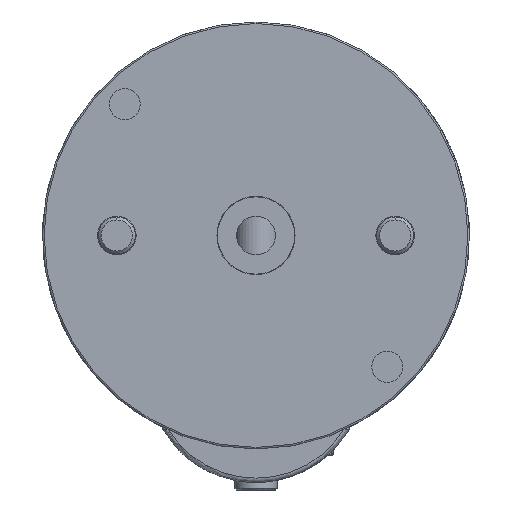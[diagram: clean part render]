
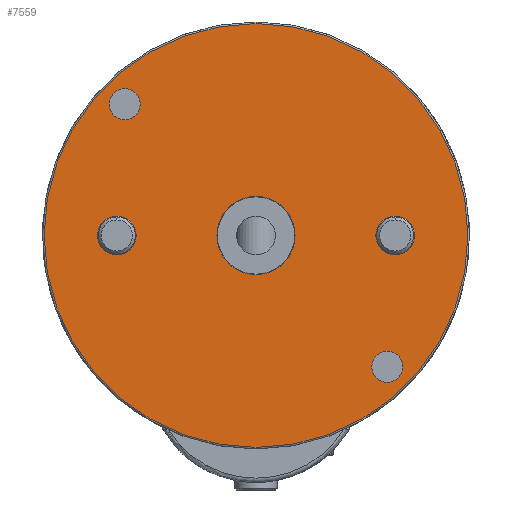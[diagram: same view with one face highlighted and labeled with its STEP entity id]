
A CAD part, front view. The second image highlights one B-rep face of the part: STEP entity #7559.
In plain terms, the highlighted planar face has unit normal (0, -1, 0).
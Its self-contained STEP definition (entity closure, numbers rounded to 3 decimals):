
#225 = CARTESIAN_POINT ( 'NONE',  ( 28.22, -4.762, 138. ) ) ;
#267 = EDGE_CURVE ( 'NONE', #24995, #36021, #21885, .T. ) ;
#1020 = EDGE_CURVE ( 'NONE', #2868, #6309, #38735, .T. ) ;
#1202 = AXIS2_PLACEMENT_3D ( 'NONE', #23741, #20635, #20056 ) ;
#1528 = DIRECTION ( 'NONE',  ( 0., 0., -1. ) ) ;
#1545 = EDGE_CURVE ( 'NONE', #35532, #28652, #17037, .T. ) ;
#1692 = CARTESIAN_POINT ( 'NONE',  ( 28.22, -4.762, 206.5 ) ) ;
#2031 = VERTEX_POINT ( 'NONE', #39158 ) ;
#2137 = VERTEX_POINT ( 'NONE', #35608 ) ;
#2294 = DIRECTION ( 'NONE',  ( 0., 0., -1. ) ) ;
#2724 = EDGE_LOOP ( 'NONE', ( #25769, #9031 ) ) ;
#2868 = VERTEX_POINT ( 'NONE', #7326 ) ;
#4393 = CARTESIAN_POINT ( 'NONE',  ( -16.78, -4.762, 144.25 ) ) ;
#4454 = FACE_BOUND ( 'NONE', #34352, .T. ) ;
#4878 = CIRCLE ( 'NONE', #17157, 6.25 ) ;
#4879 = CARTESIAN_POINT ( 'NONE',  ( -16.78, -4.762, 138. ) ) ;
#5145 = AXIS2_PLACEMENT_3D ( 'NONE', #42210, #21398, #35150 ) ;
#5350 = CARTESIAN_POINT ( 'NONE',  ( 70.647, -4.762, 90.574 ) ) ;
#5739 = CARTESIAN_POINT ( 'NONE',  ( 73.22, -4.762, 138. ) ) ;
#6309 = VERTEX_POINT ( 'NONE', #21018 ) ;
#6538 = CIRCLE ( 'NONE', #39284, 12.634 ) ;
#6891 = VERTEX_POINT ( 'NONE', #17144 ) ;
#7239 = EDGE_CURVE ( 'NONE', #29261, #6891, #33072, .T. ) ;
#7326 = CARTESIAN_POINT ( 'NONE',  ( 28.22, -4.762, 125.366 ) ) ;
#7559 = ADVANCED_FACE ( 'NONE', ( #43611, #39386, #4454, #30411, #21397, #8712 ), #13695, .T. ) ;
#7579 = EDGE_CURVE ( 'NONE', #42653, #2031, #30916, .T. ) ;
#7600 = CARTESIAN_POINT ( 'NONE',  ( 73.22, -4.762, 131.75 ) ) ;
#8019 = AXIS2_PLACEMENT_3D ( 'NONE', #27145, #37035, #27435 ) ;
#8648 = CIRCLE ( 'NONE', #22911, 68.5 ) ;
#8712 = FACE_BOUND ( 'NONE', #24506, .T. ) ;
#9031 = ORIENTED_EDGE ( 'NONE', *, *, #21779, .T. ) ;
#10302 = DIRECTION ( 'NONE',  ( 0., 1., 0. ) ) ;
#11783 = AXIS2_PLACEMENT_3D ( 'NONE', #25847, #23005, #2294 ) ;
#12295 = CIRCLE ( 'NONE', #11783, 5. ) ;
#12425 = AXIS2_PLACEMENT_3D ( 'NONE', #24632, #28333, #24353 ) ;
#12485 = AXIS2_PLACEMENT_3D ( 'NONE', #225, #30697, #27739 ) ;
#12495 = DIRECTION ( 'NONE',  ( 0., -1., 0. ) ) ;
#13695 = PLANE ( 'NONE',  #1202 ) ;
#14461 = AXIS2_PLACEMENT_3D ( 'NONE', #4879, #18956, #42267 ) ;
#14543 = CARTESIAN_POINT ( 'NONE',  ( 28.22, -4.762, 69.5 ) ) ;
#14558 = ORIENTED_EDGE ( 'NONE', *, *, #39580, .T. ) ;
#14762 = DIRECTION ( 'NONE',  ( 0., 1., 0. ) ) ;
#14857 = EDGE_CURVE ( 'NONE', #2031, #42653, #31797, .T. ) ;
#17037 = CIRCLE ( 'NONE', #14461, 6.25 ) ;
#17144 = CARTESIAN_POINT ( 'NONE',  ( 70.647, -4.762, 100.574 ) ) ;
#17157 = AXIS2_PLACEMENT_3D ( 'NONE', #31195, #14762, #37990 ) ;
#17438 = ORIENTED_EDGE ( 'NONE', *, *, #21912, .F. ) ;
#17564 = AXIS2_PLACEMENT_3D ( 'NONE', #32296, #12495, #35683 ) ;
#17876 = AXIS2_PLACEMENT_3D ( 'NONE', #5739, #32961, #36515 ) ;
#18274 = DIRECTION ( 'NONE',  ( 0., 1., 0. ) ) ;
#18956 = DIRECTION ( 'NONE',  ( 0., 1., 0. ) ) ;
#20056 = DIRECTION ( 'NONE',  ( 0., 0., -1. ) ) ;
#20635 = DIRECTION ( 'NONE',  ( 0., -1., 0. ) ) ;
#21018 = CARTESIAN_POINT ( 'NONE',  ( 28.22, -4.762, 150.634 ) ) ;
#21397 = FACE_BOUND ( 'NONE', #29259, .T. ) ;
#21398 = DIRECTION ( 'NONE',  ( 0., -1., 0. ) ) ;
#21779 = EDGE_CURVE ( 'NONE', #36021, #24995, #8648, .T. ) ;
#21885 = CIRCLE ( 'NONE', #12485, 68.5 ) ;
#21912 = EDGE_CURVE ( 'NONE', #2137, #29889, #26602, .T. ) ;
#22576 = ORIENTED_EDGE ( 'NONE', *, *, #7239, .F. ) ;
#22911 = AXIS2_PLACEMENT_3D ( 'NONE', #28759, #28624, #31715 ) ;
#23005 = DIRECTION ( 'NONE',  ( 0., -1., 0. ) ) ;
#23741 = CARTESIAN_POINT ( 'NONE',  ( 28.22, -4.762, 138. ) ) ;
#24353 = DIRECTION ( 'NONE',  ( 0., 0., -1. ) ) ;
#24506 = EDGE_LOOP ( 'NONE', ( #38163, #28673 ) ) ;
#24632 = CARTESIAN_POINT ( 'NONE',  ( 70.647, -4.762, 95.574 ) ) ;
#24738 = CIRCLE ( 'NONE', #12425, 5. ) ;
#24995 = VERTEX_POINT ( 'NONE', #14543 ) ;
#25769 = ORIENTED_EDGE ( 'NONE', *, *, #267, .T. ) ;
#25847 = CARTESIAN_POINT ( 'NONE',  ( -14.206, -4.762, 180.426 ) ) ;
#26602 = CIRCLE ( 'NONE', #17564, 5. ) ;
#27097 = ORIENTED_EDGE ( 'NONE', *, *, #39768, .F. ) ;
#27145 = CARTESIAN_POINT ( 'NONE',  ( 73.22, -4.762, 138. ) ) ;
#27435 = DIRECTION ( 'NONE',  ( 0., 0., 1. ) ) ;
#27439 = EDGE_LOOP ( 'NONE', ( #17438, #35647 ) ) ;
#27453 = CARTESIAN_POINT ( 'NONE',  ( 28.22, -4.762, 138. ) ) ;
#27739 = DIRECTION ( 'NONE',  ( 0., 0., -1. ) ) ;
#28333 = DIRECTION ( 'NONE',  ( 0., -1., 0. ) ) ;
#28624 = DIRECTION ( 'NONE',  ( 0., -1., 0. ) ) ;
#28652 = VERTEX_POINT ( 'NONE', #4393 ) ;
#28673 = ORIENTED_EDGE ( 'NONE', *, *, #1545, .T. ) ;
#28759 = CARTESIAN_POINT ( 'NONE',  ( 28.22, -4.762, 138. ) ) ;
#29259 = EDGE_LOOP ( 'NONE', ( #34479, #43521 ) ) ;
#29261 = VERTEX_POINT ( 'NONE', #5350 ) ;
#29889 = VERTEX_POINT ( 'NONE', #32532 ) ;
#30411 = FACE_OUTER_BOUND ( 'NONE', #2724, .T. ) ;
#30447 = ORIENTED_EDGE ( 'NONE', *, *, #1020, .T. ) ;
#30697 = DIRECTION ( 'NONE',  ( 0., -1., 0. ) ) ;
#30916 = CIRCLE ( 'NONE', #8019, 6.25 ) ;
#31195 = CARTESIAN_POINT ( 'NONE',  ( -16.78, -4.762, 138. ) ) ;
#31715 = DIRECTION ( 'NONE',  ( 0., 0., -1. ) ) ;
#31797 = CIRCLE ( 'NONE', #17876, 6.25 ) ;
#31867 = CARTESIAN_POINT ( 'NONE',  ( 28.22, -4.762, 138. ) ) ;
#32222 = CARTESIAN_POINT ( 'NONE',  ( -16.78, -4.762, 131.75 ) ) ;
#32296 = CARTESIAN_POINT ( 'NONE',  ( -14.206, -4.762, 180.426 ) ) ;
#32532 = CARTESIAN_POINT ( 'NONE',  ( -14.206, -4.762, 185.426 ) ) ;
#32961 = DIRECTION ( 'NONE',  ( 0., 1., 0. ) ) ;
#33072 = CIRCLE ( 'NONE', #5145, 5. ) ;
#34352 = EDGE_LOOP ( 'NONE', ( #30447, #14558 ) ) ;
#34479 = ORIENTED_EDGE ( 'NONE', *, *, #14857, .T. ) ;
#35150 = DIRECTION ( 'NONE',  ( 0., 0., -1. ) ) ;
#35532 = VERTEX_POINT ( 'NONE', #32222 ) ;
#35608 = CARTESIAN_POINT ( 'NONE',  ( -14.206, -4.762, 175.426 ) ) ;
#35647 = ORIENTED_EDGE ( 'NONE', *, *, #37987, .F. ) ;
#35683 = DIRECTION ( 'NONE',  ( 0., 0., -1. ) ) ;
#36021 = VERTEX_POINT ( 'NONE', #1692 ) ;
#36515 = DIRECTION ( 'NONE',  ( 0., 0., 1. ) ) ;
#37035 = DIRECTION ( 'NONE',  ( 0., 1., 0. ) ) ;
#37770 = EDGE_CURVE ( 'NONE', #28652, #35532, #4878, .T. ) ;
#37987 = EDGE_CURVE ( 'NONE', #29889, #2137, #12295, .T. ) ;
#37990 = DIRECTION ( 'NONE',  ( 0., 0., 1. ) ) ;
#38163 = ORIENTED_EDGE ( 'NONE', *, *, #37770, .T. ) ;
#38479 = EDGE_LOOP ( 'NONE', ( #22576, #27097 ) ) ;
#38735 = CIRCLE ( 'NONE', #41624, 12.634 ) ;
#39158 = CARTESIAN_POINT ( 'NONE',  ( 73.22, -4.762, 144.25 ) ) ;
#39284 = AXIS2_PLACEMENT_3D ( 'NONE', #27453, #10302, #41166 ) ;
#39386 = FACE_BOUND ( 'NONE', #38479, .T. ) ;
#39580 = EDGE_CURVE ( 'NONE', #6309, #2868, #6538, .T. ) ;
#39768 = EDGE_CURVE ( 'NONE', #6891, #29261, #24738, .T. ) ;
#41166 = DIRECTION ( 'NONE',  ( 0., 0., -1. ) ) ;
#41624 = AXIS2_PLACEMENT_3D ( 'NONE', #31867, #18274, #1528 ) ;
#42210 = CARTESIAN_POINT ( 'NONE',  ( 70.647, -4.762, 95.574 ) ) ;
#42267 = DIRECTION ( 'NONE',  ( 0., 0., 1. ) ) ;
#42653 = VERTEX_POINT ( 'NONE', #7600 ) ;
#43521 = ORIENTED_EDGE ( 'NONE', *, *, #7579, .T. ) ;
#43611 = FACE_BOUND ( 'NONE', #27439, .T. ) ;
